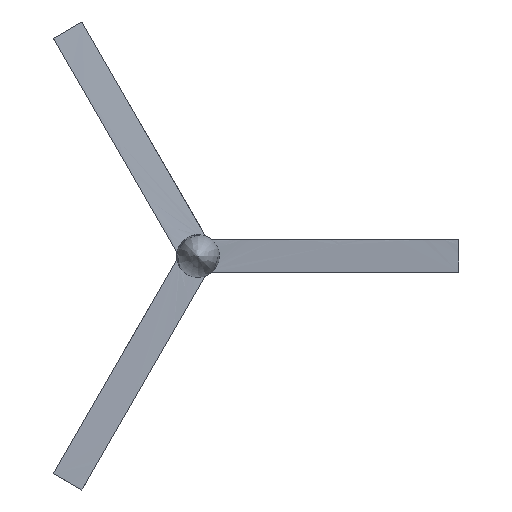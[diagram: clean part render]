
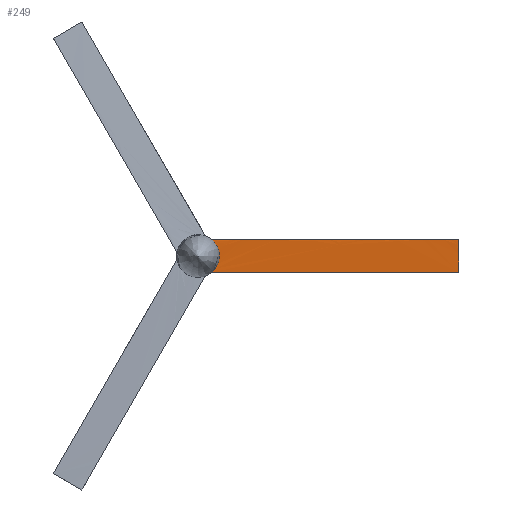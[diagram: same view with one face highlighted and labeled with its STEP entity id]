
A CAD part, front view. The second image highlights one B-rep face of the part: STEP entity #249.
In plain terms, the highlighted free-form (B-spline) face has degree [3, 1] with [11, 2] control points.
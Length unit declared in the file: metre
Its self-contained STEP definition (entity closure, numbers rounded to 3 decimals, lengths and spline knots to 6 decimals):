
#21=B_SPLINE_CURVE_WITH_KNOTS('',3,(#414,#415,#416,#417,#418,#419,#420,
#421,#422,#423,#424,#425,#426,#427,#428,#429,#430,#431),.UNSPECIFIED.,.F.,
 .F.,(4,1,1,1,1,1,1,1,1,1,1,1,1,1,1,4),(0.,0.002233,0.00335,
0.004466,0.005583,0.006141,0.006699,
0.007258,0.007816,0.008095,0.008374,
0.008514,0.008653,0.008793,0.008863,
0.008932),.UNSPECIFIED.);
#22=B_SPLINE_CURVE_WITH_KNOTS('',3,(#433,#434,#435,#436,#437,#438),
 .UNSPECIFIED.,.F.,.F.,(4,1,1,4),(0.,0.001746,0.003492,
0.006985),.UNSPECIFIED.);
#23=B_SPLINE_CURVE_WITH_KNOTS('',6,(#439,#440,#441,#442,#443,#444,#445),
 .UNSPECIFIED.,.F.,.F.,(7,7),(0.,1.),.PIECEWISE_BEZIER_KNOTS.);
#37=B_SPLINE_SURFACE_WITH_KNOTS('',3,1,((#392,#393),(#394,#395),(#396,#397),
(#398,#399),(#400,#401),(#402,#403),(#404,#405),(#406,#407),(#408,#409),
(#410,#411),(#412,#413)),.SURF_OF_LINEAR_EXTRUSION.,.F.,.F.,.F.,(4,1,1,
1,1,1,1,1,4),(2,2),(0.,0.125,0.25,0.375,0.5,0.625,0.75,0.875,1.),(0.,1.),
 .UNSPECIFIED.);
#45=LINE('',#343,#57);
#46=LINE('',#383,#58);
#57=VECTOR('',#298,1.);
#58=VECTOR('',#299,1.);
#76=ORIENTED_EDGE('',*,*,#149,.F.);
#77=ORIENTED_EDGE('',*,*,#150,.T.);
#78=ORIENTED_EDGE('',*,*,#144,.F.);
#79=ORIENTED_EDGE('',*,*,#151,.F.);
#80=ORIENTED_EDGE('',*,*,#147,.T.);
#144=EDGE_CURVE('',#181,#179,#45,.T.);
#147=EDGE_CURVE('',#184,#183,#46,.T.);
#149=EDGE_CURVE('',#185,#183,#21,.T.);
#150=EDGE_CURVE('',#185,#179,#22,.T.);
#151=EDGE_CURVE('',#184,#181,#23,.T.);
#179=VERTEX_POINT('',#338);
#181=VERTEX_POINT('',#342);
#183=VERTEX_POINT('',#382);
#184=VERTEX_POINT('',#384);
#185=VERTEX_POINT('',#432);
#209=EDGE_LOOP('',(#76,#77,#78,#79,#80));
#225=FACE_BOUND('',#209,.T.);
#249=ADVANCED_FACE('',(#225),#37,.F.);
#298=DIRECTION('',(-1.,0.,0.));
#299=DIRECTION('',(-1.,0.,0.));
#338=CARTESIAN_POINT('',(0.005665,-0.122904,0.116344));
#342=CARTESIAN_POINT('',(0.11,-0.122904,0.116344));
#343=CARTESIAN_POINT('',(0.11,-0.122904,0.116344));
#382=CARTESIAN_POINT('',(0.005697,-0.124069,0.130299));
#383=CARTESIAN_POINT('',(0.11,-0.124069,0.130299));
#384=CARTESIAN_POINT('',(0.11,-0.124069,0.130299));
#392=CARTESIAN_POINT('',(0.11,-0.124069,0.130299));
#393=CARTESIAN_POINT('',(0.005039,-0.124069,0.130299));
#394=CARTESIAN_POINT('',(0.11,-0.1241,0.130296));
#395=CARTESIAN_POINT('',(0.005039,-0.1241,0.130296));
#396=CARTESIAN_POINT('',(0.11,-0.124104,0.129871));
#397=CARTESIAN_POINT('',(0.005039,-0.124104,0.129871));
#398=CARTESIAN_POINT('',(0.11,-0.123995,0.128476));
#399=CARTESIAN_POINT('',(0.005039,-0.123995,0.128476));
#400=CARTESIAN_POINT('',(0.11,-0.123798,0.126541));
#401=CARTESIAN_POINT('',(0.005039,-0.123798,0.126541));
#402=CARTESIAN_POINT('',(0.11,-0.123555,0.124339));
#403=CARTESIAN_POINT('',(0.005039,-0.123555,0.124339));
#404=CARTESIAN_POINT('',(0.11,-0.123324,0.122252));
#405=CARTESIAN_POINT('',(0.005039,-0.123324,0.122252));
#406=CARTESIAN_POINT('',(0.11,-0.123162,0.120607));
#407=CARTESIAN_POINT('',(0.005039,-0.123162,0.120607));
#408=CARTESIAN_POINT('',(0.11,-0.12308,0.119272));
#409=CARTESIAN_POINT('',(0.005039,-0.12308,0.119272));
#410=CARTESIAN_POINT('',(0.11,-0.123004,0.117778));
#411=CARTESIAN_POINT('',(0.005039,-0.123004,0.117778));
#412=CARTESIAN_POINT('',(0.11,-0.122904,0.116344));
#413=CARTESIAN_POINT('',(0.005039,-0.122904,0.116344));
#414=CARTESIAN_POINT('',(0.008945,-0.123337,0.122343));
#415=CARTESIAN_POINT('',(0.009028,-0.123416,0.123089));
#416=CARTESIAN_POINT('',(0.009013,-0.12354,0.124197));
#417=CARTESIAN_POINT('',(0.008716,-0.123702,0.12567));
#418=CARTESIAN_POINT('',(0.00836,-0.123816,0.126727));
#419=CARTESIAN_POINT('',(0.007959,-0.123902,0.127562));
#420=CARTESIAN_POINT('',(0.007573,-0.123964,0.128206));
#421=CARTESIAN_POINT('',(0.007252,-0.124006,0.128671));
#422=CARTESIAN_POINT('',(0.006904,-0.124043,0.129114));
#423=CARTESIAN_POINT('',(0.00659,-0.124069,0.129465));
#424=CARTESIAN_POINT('',(0.006326,-0.124085,0.129735));
#425=CARTESIAN_POINT('',(0.006156,-0.124092,0.129898));
#426=CARTESIAN_POINT('',(0.006016,-0.124095,0.130025));
#427=CARTESIAN_POINT('',(0.005911,-0.124095,0.130118));
#428=CARTESIAN_POINT('',(0.005818,-0.124096,0.130199));
#429=CARTESIAN_POINT('',(0.005754,-0.124083,0.130252));
#430=CARTESIAN_POINT('',(0.0057,-0.124093,0.130296));
#431=CARTESIAN_POINT('',(0.005697,-0.124069,0.130299));
#432=CARTESIAN_POINT('',(0.008945,-0.123337,0.122343));
#433=CARTESIAN_POINT('',(0.008945,-0.123337,0.122343));
#434=CARTESIAN_POINT('',(0.00888,-0.123276,0.121759));
#435=CARTESIAN_POINT('',(0.008641,-0.12316,0.120626));
#436=CARTESIAN_POINT('',(0.007718,-0.123038,0.118452));
#437=CARTESIAN_POINT('',(0.006582,-0.122956,0.117087));
#438=CARTESIAN_POINT('',(0.005665,-0.122904,0.116344));
#439=CARTESIAN_POINT('',(0.11,-0.124069,0.130299));
#440=CARTESIAN_POINT('',(0.11,-0.124193,0.130286));
#441=CARTESIAN_POINT('',(0.11,-0.123934,0.127486));
#442=CARTESIAN_POINT('',(0.11,-0.123697,0.125394));
#443=CARTESIAN_POINT('',(0.11,-0.12285,0.118527));
#444=CARTESIAN_POINT('',(0.11,-0.123306,0.122081));
#445=CARTESIAN_POINT('',(0.11,-0.122904,0.116344));
